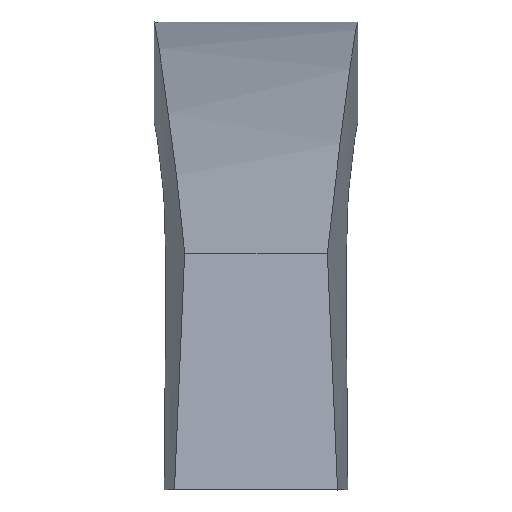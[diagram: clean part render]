
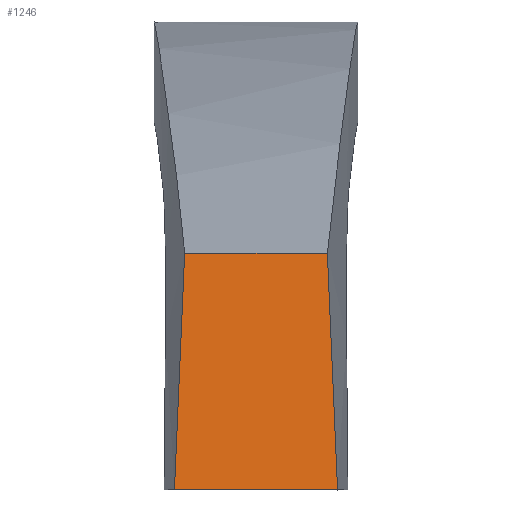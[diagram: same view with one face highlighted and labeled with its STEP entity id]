
A CAD part, left-side view. The second image highlights one B-rep face of the part: STEP entity #1246.
In plain terms, the highlighted free-form (B-spline) face has degree [1, 1] with [2, 2] control points.
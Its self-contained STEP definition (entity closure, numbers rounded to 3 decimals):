
#456=CARTESIAN_POINT('',(-51.,3.5,11.624));
#457=VERTEX_POINT('',#456);
#527=CARTESIAN_POINT('',(-51.,-3.5,11.624));
#528=VERTEX_POINT('',#527);
#529=CARTESIAN_POINT('',(-51.,-3.5,11.624));
#530=CARTESIAN_POINT('',(-51.,3.5,11.624));
#531=QUASI_UNIFORM_CURVE('',1,(#529,#530),.UNSPECIFIED.,.F.,.U.);
#532=EDGE_CURVE('',#528,#457,#531,.T.);
#1193=CARTESIAN_POINT('',(-52.,-4.0,0.));
#1194=VERTEX_POINT('',#1193);
#1203=CARTESIAN_POINT('',(-52.,4.,0.));
#1204=VERTEX_POINT('',#1203);
#1205=CARTESIAN_POINT('',(-52.,-4.0,0.));
#1206=CARTESIAN_POINT('',(-52.,4.,0.));
#1207=QUASI_UNIFORM_CURVE('',1,(#1205,#1206),.UNSPECIFIED.,.F.,.U.);
#1208=EDGE_CURVE('',#1194,#1204,#1207,.T.);
#1227=CARTESIAN_POINT('',(-52.05,-4.4,-0.581));
#1228=CARTESIAN_POINT('',(-50.95,-4.4,12.204));
#1229=CARTESIAN_POINT('',(-52.05,4.4,-0.581));
#1230=CARTESIAN_POINT('',(-50.95,4.4,12.204));
#1231=B_SPLINE_SURFACE_WITH_KNOTS('',1,1,((#1227,#1229),(#1228,#1230)),.UNSPECIFIED.,.F.,.F.,.U.,(2,2),(2,2),(0.0,12.832),(0.0,8.799),.UNSPECIFIED.);
#1232=CARTESIAN_POINT('',(-51.,-3.5,11.624));
#1233=CARTESIAN_POINT('',(-52.,-4.0,0.));
#1234=QUASI_UNIFORM_CURVE('',1,(#1232,#1233),.UNSPECIFIED.,.F.,.U.);
#1235=EDGE_CURVE('',#528,#1194,#1234,.T.);
#1236=ORIENTED_EDGE('',*,*,#1235,.F.);
#1237=ORIENTED_EDGE('',*,*,#532,.T.);
#1238=CARTESIAN_POINT('',(-52.,4.,0.));
#1239=CARTESIAN_POINT('',(-51.,3.5,11.624));
#1240=QUASI_UNIFORM_CURVE('',1,(#1238,#1239),.UNSPECIFIED.,.F.,.U.);
#1241=EDGE_CURVE('',#1204,#457,#1240,.T.);
#1242=ORIENTED_EDGE('',*,*,#1241,.F.);
#1243=ORIENTED_EDGE('',*,*,#1208,.F.);
#1244=EDGE_LOOP('',(#1236,#1237,#1242,#1243));
#1245=FACE_OUTER_BOUND('',#1244,.T.);
#1246=ADVANCED_FACE('',(#1245),#1231,.T.);
